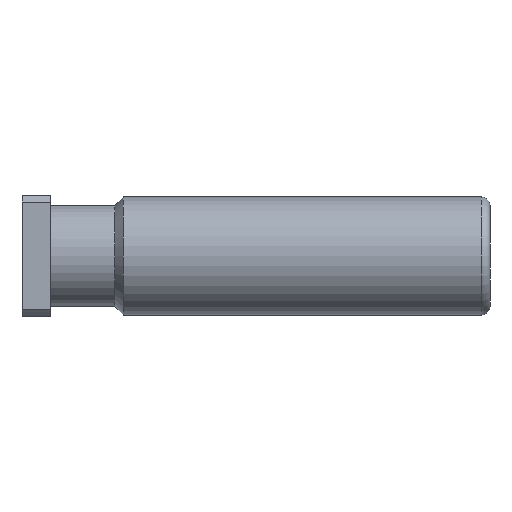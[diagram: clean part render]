
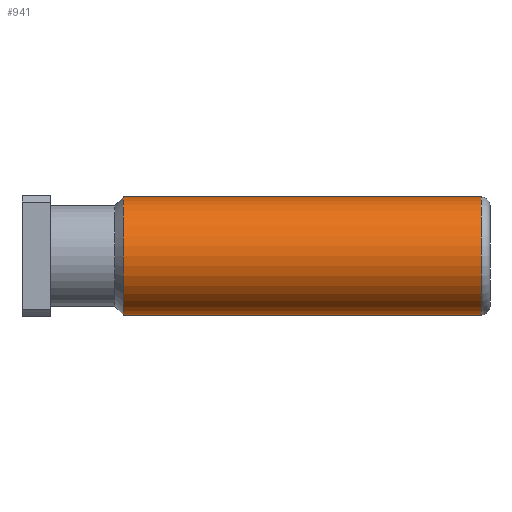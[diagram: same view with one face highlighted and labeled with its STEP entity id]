
A CAD part, front view. The second image highlights one B-rep face of the part: STEP entity #941.
In plain terms, the highlighted cylindrical face has radius 13.75 mm (diameter 27.5 mm), a partial arc.
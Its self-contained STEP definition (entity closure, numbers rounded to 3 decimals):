
#53 = DIRECTION ( 'NONE',  ( -1., 0., 0. ) ) ;
#91 = CARTESIAN_POINT ( 'NONE',  ( 109.004, 0., 13.75 ) ) ;
#139 = VERTEX_POINT ( 'NONE', #787 ) ;
#274 = CARTESIAN_POINT ( 'NONE',  ( 107.004, 0., 13.75 ) ) ;
#351 = LINE ( 'NONE', #1140, #1963 ) ;
#359 = AXIS2_PLACEMENT_3D ( 'NONE', #542, #53, #385 ) ;
#367 = CIRCLE ( 'NONE', #624, 13.75 ) ;
#369 = EDGE_LOOP ( 'NONE', ( #1169, #559, #488, #1766 ) ) ;
#373 = CARTESIAN_POINT ( 'NONE',  ( 107.004, 0., -13.75 ) ) ;
#385 = DIRECTION ( 'NONE',  ( 0., 0., -1. ) ) ;
#447 = EDGE_CURVE ( 'NONE', #1724, #139, #1486, .T. ) ;
#488 = ORIENTED_EDGE ( 'NONE', *, *, #447, .T. ) ;
#542 = CARTESIAN_POINT ( 'NONE',  ( 107.004, 0., 0. ) ) ;
#559 = ORIENTED_EDGE ( 'NONE', *, *, #584, .T. ) ;
#563 = CARTESIAN_POINT ( 'NONE',  ( 23.604, 0., 0. ) ) ;
#584 = EDGE_CURVE ( 'NONE', #839, #1724, #852, .T. ) ;
#624 = AXIS2_PLACEMENT_3D ( 'NONE', #563, #1143, #876 ) ;
#711 = AXIS2_PLACEMENT_3D ( 'NONE', #2003, #1855, #1087 ) ;
#740 = CYLINDRICAL_SURFACE ( 'NONE', #711, 13.75 ) ;
#787 = CARTESIAN_POINT ( 'NONE',  ( 23.604, 0., 13.75 ) ) ;
#810 = DIRECTION ( 'NONE',  ( -1., 0., 0. ) ) ;
#839 = VERTEX_POINT ( 'NONE', #373 ) ;
#852 = CIRCLE ( 'NONE', #359, 13.75 ) ;
#876 = DIRECTION ( 'NONE',  ( 0., 0., -1. ) ) ;
#941 = ADVANCED_FACE ( 'NONE', ( #1388 ), #740, .T. ) ;
#956 = VERTEX_POINT ( 'NONE', #1702 ) ;
#976 = VECTOR ( 'NONE', #1665, 1000. ) ;
#1087 = DIRECTION ( 'NONE',  ( 0., 0., 1. ) ) ;
#1140 = CARTESIAN_POINT ( 'NONE',  ( 109.004, 0., -13.75 ) ) ;
#1143 = DIRECTION ( 'NONE',  ( 1., 0., 0. ) ) ;
#1169 = ORIENTED_EDGE ( 'NONE', *, *, #1633, .F. ) ;
#1388 = FACE_OUTER_BOUND ( 'NONE', #369, .T. ) ;
#1486 = LINE ( 'NONE', #91, #976 ) ;
#1633 = EDGE_CURVE ( 'NONE', #839, #956, #351, .T. ) ;
#1665 = DIRECTION ( 'NONE',  ( -1., 0., 0. ) ) ;
#1702 = CARTESIAN_POINT ( 'NONE',  ( 23.604, 0., -13.75 ) ) ;
#1724 = VERTEX_POINT ( 'NONE', #274 ) ;
#1766 = ORIENTED_EDGE ( 'NONE', *, *, #1889, .T. ) ;
#1855 = DIRECTION ( 'NONE',  ( -1., 0., 0. ) ) ;
#1889 = EDGE_CURVE ( 'NONE', #139, #956, #367, .T. ) ;
#1963 = VECTOR ( 'NONE', #810, 1000. ) ;
#2003 = CARTESIAN_POINT ( 'NONE',  ( 109.004, 0., 0. ) ) ;
